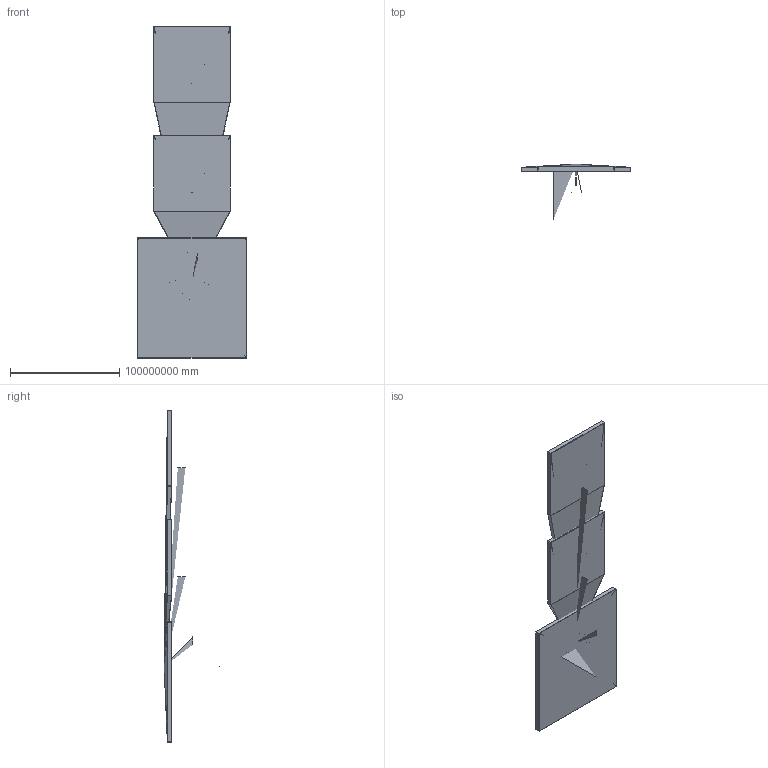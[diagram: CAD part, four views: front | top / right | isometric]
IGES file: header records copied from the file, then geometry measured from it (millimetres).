
Start section: C
Global section: file name: MHRQ2.igs; native system: By Siemens PLM Incorporated; preprocessor: XPlus GENERIC/IGES 18.0.17; author: Author; organization: Title; date: 20160429.144316; units: millimetre
Bounding box: 100000000 x 51171373.1 x 304000000 mm (x, y, z)
Volume: 6806976007 mm3; surface area: 51617.7 mm2
Topology: 5 solids, 14 shells, 202 faces, 578 edges, 410 vertices
Faces by surface type: bspline 202
